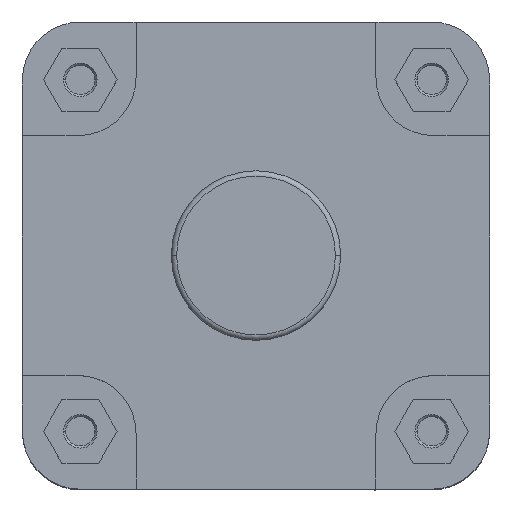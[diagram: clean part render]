
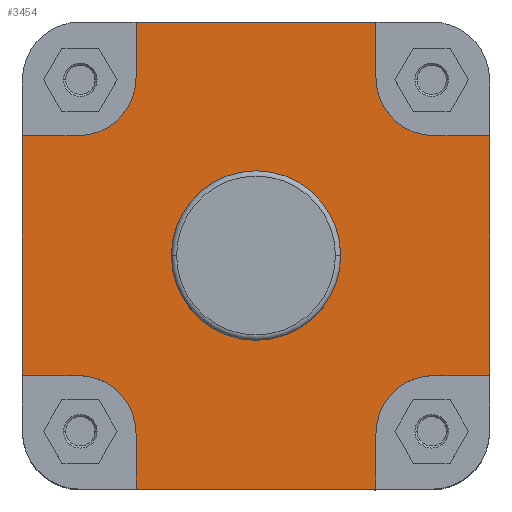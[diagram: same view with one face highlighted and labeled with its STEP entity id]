
A CAD part, top view. The second image highlights one B-rep face of the part: STEP entity #3454.
In plain terms, the highlighted planar face has unit normal (0, 0, 1).
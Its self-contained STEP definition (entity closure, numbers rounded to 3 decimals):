
#205 = VERTEX_POINT ( 'NONE', #564 ) ;
#220 = VERTEX_POINT ( 'NONE', #549 ) ;
#275 = VERTEX_POINT ( 'NONE', #587 ) ;
#276 = CARTESIAN_POINT ( 'NONE',  ( -110., 56.5, -65.368 ) ) ;
#277 = VERTEX_POINT ( 'NONE', #606 ) ;
#279 = VERTEX_POINT ( 'NONE', #602 ) ;
#300 = VERTEX_POINT ( 'NONE', #592 ) ;
#315 = VERTEX_POINT ( 'NONE', #276 ) ;
#334 = VERTEX_POINT ( 'NONE', #647 ) ;
#335 = VERTEX_POINT ( 'NONE', #648 ) ;
#350 = VERTEX_POINT ( 'NONE', #628 ) ;
#370 = VERTEX_POINT ( 'NONE', #671 ) ;
#393 = VERTEX_POINT ( 'NONE', #735 ) ;
#394 = VERTEX_POINT ( 'NONE', #740 ) ;
#397 = VERTEX_POINT ( 'NONE', #733 ) ;
#459 = VERTEX_POINT ( 'NONE', #704 ) ;
#504 = VERTEX_POINT ( 'NONE', #774 ) ;
#549 = CARTESIAN_POINT ( 'NONE',  ( 56.5, 110., -65.368 ) ) ;
#564 = CARTESIAN_POINT ( 'NONE',  ( 56.5, -110., -65.368 ) ) ;
#587 = CARTESIAN_POINT ( 'NONE',  ( 83.75, -56.5, -65.368 ) ) ;
#592 = CARTESIAN_POINT ( 'NONE',  ( -83.75, -56.5, -65.368 ) ) ;
#599 = VERTEX_POINT ( 'NONE', #824 ) ;
#602 = CARTESIAN_POINT ( 'NONE',  ( -56.5, 110., -65.368 ) ) ;
#606 = CARTESIAN_POINT ( 'NONE',  ( 56.5, 83.75, -65.368 ) ) ;
#628 = CARTESIAN_POINT ( 'NONE',  ( 110., 56.5, -65.368 ) ) ;
#647 = CARTESIAN_POINT ( 'NONE',  ( -110., -56.5, -65.368 ) ) ;
#648 = CARTESIAN_POINT ( 'NONE',  ( 83.75, 56.5, -65.368 ) ) ;
#671 = CARTESIAN_POINT ( 'NONE',  ( -83.75, 56.5, -65.368 ) ) ;
#679 = VERTEX_POINT ( 'NONE', #812 ) ;
#704 = CARTESIAN_POINT ( 'NONE',  ( 110., -56.5, -65.368 ) ) ;
#733 = CARTESIAN_POINT ( 'NONE',  ( 56.5, -83.75, -65.368 ) ) ;
#735 = CARTESIAN_POINT ( 'NONE',  ( 39.9, 0., -65.368 ) ) ;
#740 = CARTESIAN_POINT ( 'NONE',  ( -56.5, -110., -65.368 ) ) ;
#774 = CARTESIAN_POINT ( 'NONE',  ( -56.5, 83.75, -65.368 ) ) ;
#812 = CARTESIAN_POINT ( 'NONE',  ( -39.9, 0., -65.368 ) ) ;
#824 = CARTESIAN_POINT ( 'NONE',  ( -56.5, -83.75, -65.368 ) ) ;
#1214 = AXIS2_PLACEMENT_3D ( 'NONE', #1386, #1394, #1395 ) ;
#1220 = AXIS2_PLACEMENT_3D ( 'NONE', #1407, #1434, #1435 ) ;
#1221 = AXIS2_PLACEMENT_3D ( 'NONE', #1422, #1441, #1442 ) ;
#1222 = AXIS2_PLACEMENT_3D ( 'NONE', #1433, #1452, #1453 ) ;
#1357 = CARTESIAN_POINT ( 'NONE',  ( 110., -242.141, -65.368 ) ) ;
#1358 = DIRECTION ( 'NONE',  ( 0., -1., 0. ) ) ;
#1359 = CARTESIAN_POINT ( 'NONE',  ( 83.75, -56.5, -65.368 ) ) ;
#1367 = DIRECTION ( 'NONE',  ( -1., 0., 0. ) ) ;
#1386 = CARTESIAN_POINT ( 'NONE',  ( 83.75, -83.75, -65.368 ) ) ;
#1387 = CARTESIAN_POINT ( 'NONE',  ( -83.75, 56.5, -65.368 ) ) ;
#1388 = DIRECTION ( 'NONE',  ( 1., 0., 0. ) ) ;
#1394 = DIRECTION ( 'NONE',  ( 0., 0., 1. ) ) ;
#1395 = DIRECTION ( 'NONE',  ( -1., 0., 0. ) ) ;
#1407 = CARTESIAN_POINT ( 'NONE',  ( 83.75, 83.75, -65.368 ) ) ;
#1410 = CARTESIAN_POINT ( 'NONE',  ( -56.5, 110., -65.368 ) ) ;
#1411 = DIRECTION ( 'NONE',  ( 0., 1., 0. ) ) ;
#1416 = CARTESIAN_POINT ( 'NONE',  ( 110., 56.5, -65.368 ) ) ;
#1417 = DIRECTION ( 'NONE',  ( 1., 0., 0. ) ) ;
#1422 = CARTESIAN_POINT ( 'NONE',  ( -83.75, 83.75, -65.368 ) ) ;
#1433 = CARTESIAN_POINT ( 'NONE',  ( -83.75, -83.75, -65.368 ) ) ;
#1434 = DIRECTION ( 'NONE',  ( 0., 0., 1. ) ) ;
#1435 = DIRECTION ( 'NONE',  ( -1., 0., 0. ) ) ;
#1436 = CARTESIAN_POINT ( 'NONE',  ( 56.5, -110., -65.368 ) ) ;
#1437 = DIRECTION ( 'NONE',  ( 0., -1., 0. ) ) ;
#1441 = DIRECTION ( 'NONE',  ( 0., 0., 1. ) ) ;
#1442 = DIRECTION ( 'NONE',  ( -1., 0., 0. ) ) ;
#1445 = CARTESIAN_POINT ( 'NONE',  ( 0., -110., -65.368 ) ) ;
#1446 = DIRECTION ( 'NONE',  ( 1., 0., 0. ) ) ;
#1449 = CARTESIAN_POINT ( 'NONE',  ( 0., 110., -65.368 ) ) ;
#1450 = DIRECTION ( 'NONE',  ( 1., 0., 0. ) ) ;
#1452 = DIRECTION ( 'NONE',  ( 0., 0., 1. ) ) ;
#1453 = DIRECTION ( 'NONE',  ( -1., 0., 0. ) ) ;
#2107 = LINE ( 'NONE', #1357, #2110 ) ;
#2110 = VECTOR ( 'NONE', #1358, 1000. ) ;
#2118 = LINE ( 'NONE', #1359, #2120 ) ;
#2120 = VECTOR ( 'NONE', #1367, 1000. ) ;
#2129 = LINE ( 'NONE', #1387, #2131 ) ;
#2131 = VECTOR ( 'NONE', #1388, 1000. ) ;
#2137 = CIRCLE ( 'NONE', #1214, 27.25 ) ;
#2140 = LINE ( 'NONE', #1410, #2143 ) ;
#2141 = LINE ( 'NONE', #1436, #2158 ) ;
#2143 = VECTOR ( 'NONE', #1411, 1000. ) ;
#2151 = LINE ( 'NONE', #1416, #2152 ) ;
#2152 = VECTOR ( 'NONE', #1417, 1000. ) ;
#2158 = VECTOR ( 'NONE', #1437, 1000. ) ;
#2168 = CIRCLE ( 'NONE', #1220, 27.25 ) ;
#2172 = CIRCLE ( 'NONE', #1221, 27.25 ) ;
#2173 = LINE ( 'NONE', #1445, #2174 ) ;
#2174 = VECTOR ( 'NONE', #1446, 1000. ) ;
#2177 = LINE ( 'NONE', #1449, #2178 ) ;
#2178 = VECTOR ( 'NONE', #1450, 1000. ) ;
#2179 = CIRCLE ( 'NONE', #1222, 27.25 ) ;
#2353 = CARTESIAN_POINT ( 'NONE',  ( -110., -56.5, -65.368 ) ) ;
#2357 = CARTESIAN_POINT ( 'NONE',  ( 56.5, 83.75, -65.368 ) ) ;
#2358 = DIRECTION ( 'NONE',  ( -1., 0., 0. ) ) ;
#2359 = CARTESIAN_POINT ( 'NONE',  ( -110., -242.141, -65.368 ) ) ;
#2360 = DIRECTION ( 'NONE',  ( 0., -1., 0. ) ) ;
#2362 = DIRECTION ( 'NONE',  ( 0., -1., 0. ) ) ;
#2628 = CARTESIAN_POINT ( 'NONE',  ( -56.5, -83.75, -65.368 ) ) ;
#2636 = CARTESIAN_POINT ( 'NONE',  ( 0., 0., -65.368 ) ) ;
#2638 = DIRECTION ( 'NONE',  ( 0., 0., 1. ) ) ;
#2639 = DIRECTION ( 'NONE',  ( 1., 0., 0. ) ) ;
#2641 = DIRECTION ( 'NONE',  ( 0., 1., 0. ) ) ;
#2733 = CARTESIAN_POINT ( 'NONE',  ( 0., 0., -65.368 ) ) ;
#2738 = DIRECTION ( 'NONE',  ( 0., 0., 1. ) ) ;
#2739 = DIRECTION ( 'NONE',  ( 1., 0., 0. ) ) ;
#3454 = ADVANCED_FACE ( 'NONE', ( #3967, #3966 ), #5379, .F. ) ;
#3966 = FACE_OUTER_BOUND ( 'NONE', #6851, .T. ) ;
#3967 = FACE_BOUND ( 'NONE', #6871, .T. ) ;
#4136 = VECTOR ( 'NONE', #2358, 1000. ) ;
#4138 = LINE ( 'NONE', #2359, #4144 ) ;
#4139 = LINE ( 'NONE', #2357, #4142 ) ;
#4140 = LINE ( 'NONE', #2353, #4136 ) ;
#4142 = VECTOR ( 'NONE', #2360, 1000. ) ;
#4144 = VECTOR ( 'NONE', #2362, 1000. ) ;
#4332 = VECTOR ( 'NONE', #2641, 1000. ) ;
#4337 = LINE ( 'NONE', #2628, #4332 ) ;
#4338 = CIRCLE ( 'NONE', #6577, 39.9 ) ;
#4419 = CIRCLE ( 'NONE', #6585, 39.9 ) ;
#5376 = DIRECTION ( 'NONE',  ( -1., 0., 0. ) ) ;
#5377 = DIRECTION ( 'NONE',  ( 0., 0., -1. ) ) ;
#5379 = PLANE ( 'NONE',  #6449 ) ;
#5397 = CARTESIAN_POINT ( 'NONE',  ( 0., 39.9, -65.368 ) ) ;
#5719 = EDGE_CURVE ( 'NONE', #300, #334, #4140, .T. ) ;
#5720 = EDGE_CURVE ( 'NONE', #220, #277, #4139, .T. ) ;
#5721 = EDGE_CURVE ( 'NONE', #315, #334, #4138, .T. ) ;
#5838 = EDGE_CURVE ( 'NONE', #679, #393, #4338, .T. ) ;
#5839 = EDGE_CURVE ( 'NONE', #394, #599, #4337, .T. ) ;
#5883 = EDGE_CURVE ( 'NONE', #393, #679, #4419, .T. ) ;
#6207 = EDGE_CURVE ( 'NONE', #350, #459, #2107, .T. ) ;
#6211 = EDGE_CURVE ( 'NONE', #459, #275, #2118, .T. ) ;
#6220 = EDGE_CURVE ( 'NONE', #315, #370, #2129, .T. ) ;
#6222 = EDGE_CURVE ( 'NONE', #275, #397, #2137, .T. ) ;
#6228 = EDGE_CURVE ( 'NONE', #504, #279, #2140, .T. ) ;
#6231 = EDGE_CURVE ( 'NONE', #335, #350, #2151, .T. ) ;
#6239 = EDGE_CURVE ( 'NONE', #277, #335, #2168, .T. ) ;
#6240 = EDGE_CURVE ( 'NONE', #397, #205, #2141, .T. ) ;
#6242 = EDGE_CURVE ( 'NONE', #370, #504, #2172, .T. ) ;
#6244 = EDGE_CURVE ( 'NONE', #394, #205, #2173, .T. ) ;
#6246 = EDGE_CURVE ( 'NONE', #279, #220, #2177, .T. ) ;
#6247 = EDGE_CURVE ( 'NONE', #599, #300, #2179, .T. ) ;
#6449 = AXIS2_PLACEMENT_3D ( 'NONE', #5397, #5377, #5376 ) ;
#6577 = AXIS2_PLACEMENT_3D ( 'NONE', #2636, #2638, #2639 ) ;
#6585 = AXIS2_PLACEMENT_3D ( 'NONE', #2733, #2738, #2739 ) ;
#6691 = ORIENTED_EDGE ( 'NONE', *, *, #6240, .F. ) ;
#6692 = ORIENTED_EDGE ( 'NONE', *, *, #6246, .F. ) ;
#6696 = ORIENTED_EDGE ( 'NONE', *, *, #6231, .F. ) ;
#6705 = ORIENTED_EDGE ( 'NONE', *, *, #5721, .T. ) ;
#6706 = ORIENTED_EDGE ( 'NONE', *, *, #5839, .F. ) ;
#6709 = ORIENTED_EDGE ( 'NONE', *, *, #5719, .F. ) ;
#6710 = ORIENTED_EDGE ( 'NONE', *, *, #6247, .F. ) ;
#6713 = ORIENTED_EDGE ( 'NONE', *, *, #6222, .F. ) ;
#6718 = ORIENTED_EDGE ( 'NONE', *, *, #6211, .F. ) ;
#6719 = ORIENTED_EDGE ( 'NONE', *, *, #5720, .F. ) ;
#6720 = ORIENTED_EDGE ( 'NONE', *, *, #6239, .F. ) ;
#6721 = ORIENTED_EDGE ( 'NONE', *, *, #6207, .F. ) ;
#6726 = ORIENTED_EDGE ( 'NONE', *, *, #6244, .T. ) ;
#6732 = ORIENTED_EDGE ( 'NONE', *, *, #6228, .F. ) ;
#6742 = ORIENTED_EDGE ( 'NONE', *, *, #5883, .F. ) ;
#6745 = ORIENTED_EDGE ( 'NONE', *, *, #5838, .F. ) ;
#6747 = ORIENTED_EDGE ( 'NONE', *, *, #6242, .F. ) ;
#6748 = ORIENTED_EDGE ( 'NONE', *, *, #6220, .F. ) ;
#6851 = EDGE_LOOP ( 'NONE', ( #6705, #6709, #6710, #6706, #6726, #6691, #6713, #6718, #6721, #6696, #6720, #6719, #6692, #6732, #6747, #6748 ) ) ;
#6871 = EDGE_LOOP ( 'NONE', ( #6742, #6745 ) ) ;
